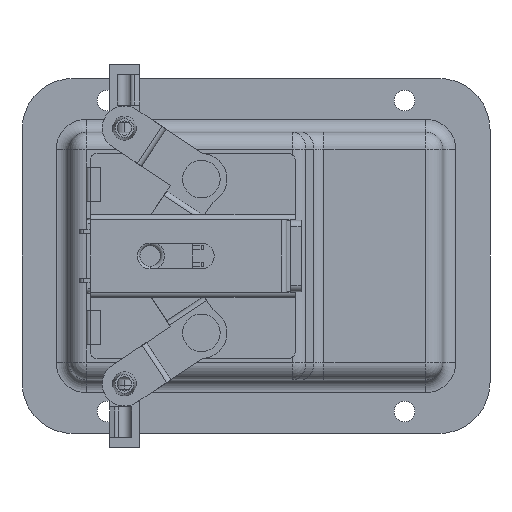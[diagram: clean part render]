
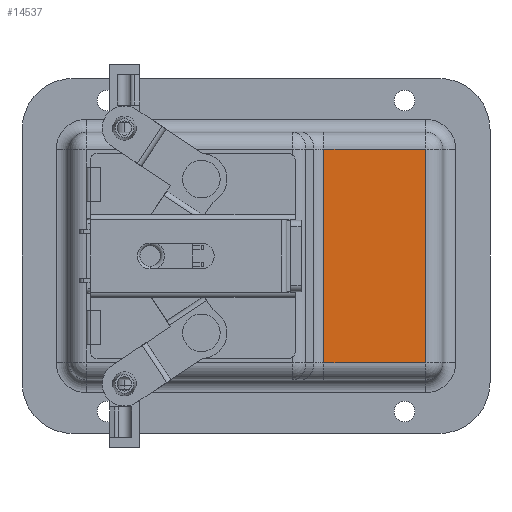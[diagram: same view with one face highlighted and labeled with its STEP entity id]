
A CAD part, front view. The second image highlights one B-rep face of the part: STEP entity #14537.
In plain terms, the highlighted planar face has unit normal (0, -1, 0).
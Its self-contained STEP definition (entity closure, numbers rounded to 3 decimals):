
#5 = CARTESIAN_POINT ( 'NONE',  ( 19.88, -13.5, 36.2 ) ) ;
#139 = DIRECTION ( 'NONE',  ( 1., 0., 0. ) ) ;
#432 = FACE_OUTER_BOUND ( 'NONE', #15602, .T. ) ;
#500 = DIRECTION ( 'NONE',  ( 0., 0., -1. ) ) ;
#866 = LINE ( 'NONE', #14193, #9766 ) ;
#2025 = ORIENTED_EDGE ( 'NONE', *, *, #9206, .T. ) ;
#2042 = LINE ( 'NONE', #14090, #4611 ) ;
#3443 = EDGE_CURVE ( 'NONE', #6787, #5686, #12173, .T. ) ;
#4237 = DIRECTION ( 'NONE',  ( 0., 0., -1. ) ) ;
#4611 = VECTOR ( 'NONE', #4237, 1000. ) ;
#4879 = EDGE_CURVE ( 'NONE', #14601, #5686, #2042, .T. ) ;
#4924 = EDGE_CURVE ( 'NONE', #11717, #6787, #866, .T. ) ;
#5686 = VERTEX_POINT ( 'NONE', #9214 ) ;
#6478 = DIRECTION ( 'NONE',  ( 0., 1., 0. ) ) ;
#6787 = VERTEX_POINT ( 'NONE', #10347 ) ;
#7711 = CARTESIAN_POINT ( 'NONE',  ( 49.7, -13.5, -31.2 ) ) ;
#8856 = DIRECTION ( 'NONE',  ( 0., 0., 1. ) ) ;
#8971 = PLANE ( 'NONE',  #15287 ) ;
#9206 = EDGE_CURVE ( 'NONE', #14601, #11717, #15385, .T. ) ;
#9214 = CARTESIAN_POINT ( 'NONE',  ( 49.7, -13.5, -31.2 ) ) ;
#9411 = VECTOR ( 'NONE', #139, 1000. ) ;
#9474 = ORIENTED_EDGE ( 'NONE', *, *, #4924, .T. ) ;
#9766 = VECTOR ( 'NONE', #500, 1000. ) ;
#9879 = ORIENTED_EDGE ( 'NONE', *, *, #3443, .T. ) ;
#10347 = CARTESIAN_POINT ( 'NONE',  ( 19.88, -13.5, -31.2 ) ) ;
#11600 = CARTESIAN_POINT ( 'NONE',  ( 49.7, -13.5, 31.2 ) ) ;
#11717 = VERTEX_POINT ( 'NONE', #15422 ) ;
#11762 = CARTESIAN_POINT ( 'NONE',  ( 19.88, -13.5, 31.2 ) ) ;
#12173 = LINE ( 'NONE', #7711, #9411 ) ;
#14090 = CARTESIAN_POINT ( 'NONE',  ( 49.7, -13.5, 36.2 ) ) ;
#14146 = ORIENTED_EDGE ( 'NONE', *, *, #4879, .F. ) ;
#14193 = CARTESIAN_POINT ( 'NONE',  ( 19.88, -13.5, 36.2 ) ) ;
#14205 = VECTOR ( 'NONE', #15576, 1000. ) ;
#14537 = ADVANCED_FACE ( 'NONE', ( #432 ), #8971, .F. ) ;
#14601 = VERTEX_POINT ( 'NONE', #11600 ) ;
#15287 = AXIS2_PLACEMENT_3D ( 'NONE', #5, #6478, #8856 ) ;
#15385 = LINE ( 'NONE', #11762, #14205 ) ;
#15422 = CARTESIAN_POINT ( 'NONE',  ( 19.88, -13.5, 31.2 ) ) ;
#15576 = DIRECTION ( 'NONE',  ( -1., 0., 0. ) ) ;
#15602 = EDGE_LOOP ( 'NONE', ( #9474, #9879, #14146, #2025 ) ) ;
